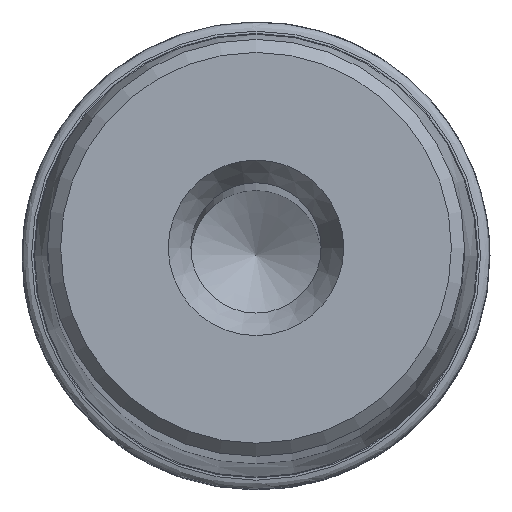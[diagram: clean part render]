
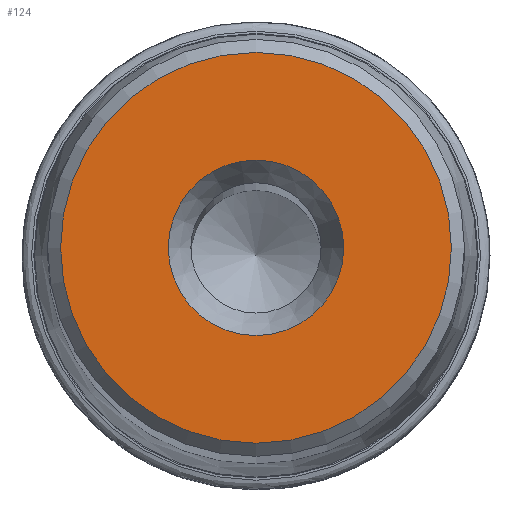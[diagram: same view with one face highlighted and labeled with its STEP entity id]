
A CAD part, top view. The second image highlights one B-rep face of the part: STEP entity #124.
In plain terms, the highlighted planar face has unit normal (0, 0, 1).
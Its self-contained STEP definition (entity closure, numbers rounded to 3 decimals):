
#45=PLANE('',#696);
#124=ADVANCED_FACE('',(#267,#268),#45,.F.);
#267=FACE_BOUND('',#366,.T.);
#268=FACE_BOUND('',#367,.T.);
#366=EDGE_LOOP('',(#464));
#367=EDGE_LOOP('',(#465));
#464=ORIENTED_EDGE('',*,*,#588,.T.);
#465=ORIENTED_EDGE('',*,*,#589,.T.);
#538=VERTEX_POINT('',#1238);
#539=VERTEX_POINT('',#1240);
#588=EDGE_CURVE('',#538,#538,#633,.T.);
#589=EDGE_CURVE('',#539,#539,#634,.T.);
#633=CIRCLE('',#694,7.5);
#634=CIRCLE('',#695,3.366);
#694=AXIS2_PLACEMENT_3D('',#1237,#846,#847);
#695=AXIS2_PLACEMENT_3D('',#1239,#848,#849);
#696=AXIS2_PLACEMENT_3D('',#1241,#850,#851);
#846=DIRECTION('',(0.,0.,1.));
#847=DIRECTION('',(-1.,0.,0.));
#848=DIRECTION('',(0.,0.,-1.));
#849=DIRECTION('',(-1.,0.,0.));
#850=DIRECTION('',(0.,0.,-1.));
#851=DIRECTION('',(-1.,0.,0.));
#1237=CARTESIAN_POINT('',(0.,0.,161.));
#1238=CARTESIAN_POINT('',(-7.5,0.,161.));
#1239=CARTESIAN_POINT('',(0.,0.,161.));
#1240=CARTESIAN_POINT('',(-3.366,0.,161.));
#1241=CARTESIAN_POINT('',(8.,0.,161.));
